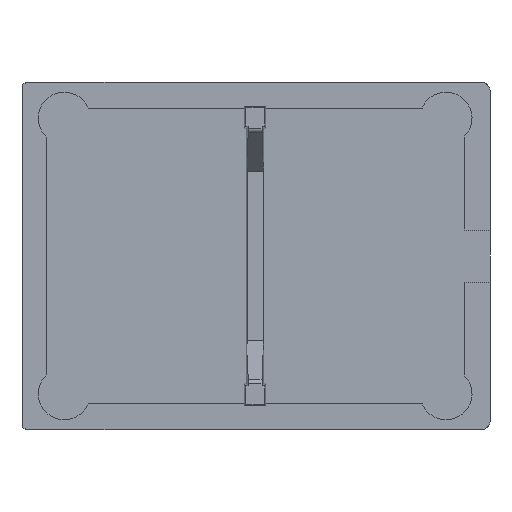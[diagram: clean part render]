
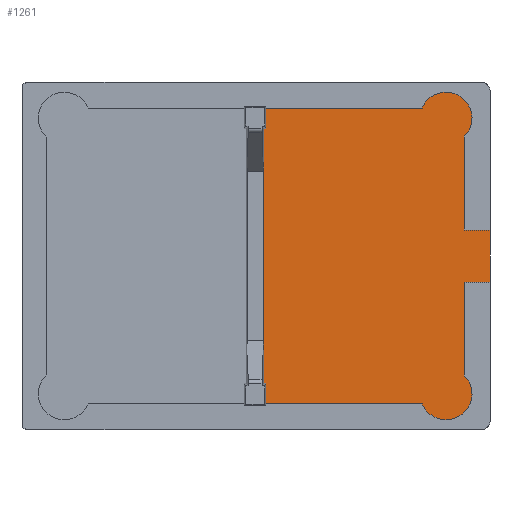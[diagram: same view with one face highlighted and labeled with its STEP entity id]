
A CAD part, front view. The second image highlights one B-rep face of the part: STEP entity #1261.
In plain terms, the highlighted planar face has unit normal (0, -1, 0).
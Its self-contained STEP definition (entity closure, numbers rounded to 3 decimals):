
#2 = DIRECTION ( 'NONE',  ( 0., 0., -1. ) ) ;
#3 = LINE ( 'NONE', #768, #173 ) ;
#11 = CARTESIAN_POINT ( 'NONE',  ( 1.25, -2.7, 15.9 ) ) ;
#42 = EDGE_CURVE ( 'NONE', #1109, #450, #1602, .T. ) ;
#43 = VERTEX_POINT ( 'NONE', #683 ) ;
#47 = ORIENTED_EDGE ( 'NONE', *, *, #670, .T. ) ;
#61 = CARTESIAN_POINT ( 'NONE',  ( 27.1, -2.7, -3. ) ) ;
#67 = EDGE_CURVE ( 'NONE', #1544, #100, #1318, .T. ) ;
#100 = VERTEX_POINT ( 'NONE', #1494 ) ;
#107 = DIRECTION ( 'NONE',  ( 0., 0., -1. ) ) ;
#112 = CIRCLE ( 'NONE', #1506, 3. ) ;
#121 = DIRECTION ( 'NONE',  ( 0., -1., 0. ) ) ;
#152 = DIRECTION ( 'NONE',  ( 0., 0., -1. ) ) ;
#173 = VECTOR ( 'NONE', #1720, 1000. ) ;
#193 = LINE ( 'NONE', #1652, #1199 ) ;
#253 = CARTESIAN_POINT ( 'NONE',  ( 22.03, -2.7, 15.9 ) ) ;
#300 = LINE ( 'NONE', #1367, #1498 ) ;
#303 = VECTOR ( 'NONE', #791, 1000. ) ;
#323 = ORIENTED_EDGE ( 'NONE', *, *, #1038, .T. ) ;
#336 = CARTESIAN_POINT ( 'NONE',  ( 24.1, -2.7, 15.9 ) ) ;
#339 = ORIENTED_EDGE ( 'NONE', *, *, #1657, .T. ) ;
#348 = VECTOR ( 'NONE', #1600, 1000. ) ;
#374 = LINE ( 'NONE', #487, #626 ) ;
#380 = VERTEX_POINT ( 'NONE', #730 ) ;
#385 = ORIENTED_EDGE ( 'NONE', *, *, #1353, .T. ) ;
#393 = VECTOR ( 'NONE', #839, 1000. ) ;
#402 = ORIENTED_EDGE ( 'NONE', *, *, #42, .T. ) ;
#444 = ORIENTED_EDGE ( 'NONE', *, *, #67, .T. ) ;
#450 = VERTEX_POINT ( 'NONE', #61 ) ;
#459 = DIRECTION ( 'NONE',  ( 0., 0., -1. ) ) ;
#483 = VECTOR ( 'NONE', #1558, 1000. ) ;
#487 = CARTESIAN_POINT ( 'NONE',  ( 22.03, -2.7, -17.05 ) ) ;
#512 = ORIENTED_EDGE ( 'NONE', *, *, #726, .T. ) ;
#520 = CARTESIAN_POINT ( 'NONE',  ( 24.1, -2.7, -3. ) ) ;
#541 = VECTOR ( 'NONE', #107, 1000. ) ;
#554 = VERTEX_POINT ( 'NONE', #775 ) ;
#569 = VERTEX_POINT ( 'NONE', #895 ) ;
#607 = DIRECTION ( 'NONE',  ( 0., 0., 1. ) ) ;
#613 = ORIENTED_EDGE ( 'NONE', *, *, #1046, .F. ) ;
#626 = VECTOR ( 'NONE', #1435, 1000. ) ;
#632 = VERTEX_POINT ( 'NONE', #1456 ) ;
#643 = CARTESIAN_POINT ( 'NONE',  ( 1.25, -2.7, 14.71 ) ) ;
#652 = EDGE_LOOP ( 'NONE', ( #1740, #678, #47, #693, #512, #444, #1490, #402, #385, #339, #323, #677, #1266, #1648, #613 ) ) ;
#664 = CARTESIAN_POINT ( 'NONE',  ( 22.03, -2.7, 15.9 ) ) ;
#670 = EDGE_CURVE ( 'NONE', #888, #554, #1252, .T. ) ;
#671 = CARTESIAN_POINT ( 'NONE',  ( 24.1, -2.7, 15.9 ) ) ;
#677 = ORIENTED_EDGE ( 'NONE', *, *, #1611, .T. ) ;
#678 = ORIENTED_EDGE ( 'NONE', *, *, #1097, .F. ) ;
#683 = CARTESIAN_POINT ( 'NONE',  ( 1., -2.7, -14.71 ) ) ;
#690 = CARTESIAN_POINT ( 'NONE',  ( 22.03, -2.7, -15.9 ) ) ;
#693 = ORIENTED_EDGE ( 'NONE', *, *, #995, .T. ) ;
#726 = EDGE_CURVE ( 'NONE', #1044, #1544, #1001, .T. ) ;
#730 = CARTESIAN_POINT ( 'NONE',  ( 24.1, -2.7, 13.729 ) ) ;
#768 = CARTESIAN_POINT ( 'NONE',  ( 0., -2.7, -14.71 ) ) ;
#775 = CARTESIAN_POINT ( 'NONE',  ( 1.25, -2.7, -17.05 ) ) ;
#791 = DIRECTION ( 'NONE',  ( -1., 0., 0. ) ) ;
#816 = DIRECTION ( 'NONE',  ( 0., 0., -1. ) ) ;
#820 = DIRECTION ( 'NONE',  ( 0., -1., 0. ) ) ;
#839 = DIRECTION ( 'NONE',  ( 0., 0., 1. ) ) ;
#841 = EDGE_CURVE ( 'NONE', #632, #1105, #1226, .T. ) ;
#850 = LINE ( 'NONE', #336, #1663 ) ;
#872 = LINE ( 'NONE', #1503, #393 ) ;
#877 = VECTOR ( 'NONE', #816, 1000. ) ;
#888 = VERTEX_POINT ( 'NONE', #1387 ) ;
#895 = CARTESIAN_POINT ( 'NONE',  ( 27.1, -2.7, 3. ) ) ;
#911 = CARTESIAN_POINT ( 'NONE',  ( 1.25, -2.7, 15.9 ) ) ;
#927 = PLANE ( 'NONE',  #1115 ) ;
#955 = VECTOR ( 'NONE', #975, 1000. ) ;
#975 = DIRECTION ( 'NONE',  ( 1., 0., 0. ) ) ;
#995 = EDGE_CURVE ( 'NONE', #554, #1044, #374, .T. ) ;
#997 = AXIS2_PLACEMENT_3D ( 'NONE', #1378, #820, #152 ) ;
#1001 = CIRCLE ( 'NONE', #1162, 3. ) ;
#1010 = VERTEX_POINT ( 'NONE', #1131 ) ;
#1027 = DIRECTION ( 'NONE',  ( 0., 0., -1. ) ) ;
#1038 = EDGE_CURVE ( 'NONE', #1607, #380, #850, .T. ) ;
#1044 = VERTEX_POINT ( 'NONE', #1273 ) ;
#1046 = EDGE_CURVE ( 'NONE', #1010, #1105, #1356, .T. ) ;
#1097 = EDGE_CURVE ( 'NONE', #888, #43, #3, .T. ) ;
#1105 = VERTEX_POINT ( 'NONE', #643 ) ;
#1109 = VERTEX_POINT ( 'NONE', #520 ) ;
#1115 = AXIS2_PLACEMENT_3D ( 'NONE', #253, #1197, #2 ) ;
#1131 = CARTESIAN_POINT ( 'NONE',  ( 1., -2.7, 14.71 ) ) ;
#1162 = AXIS2_PLACEMENT_3D ( 'NONE', #690, #1508, #1631 ) ;
#1196 = CARTESIAN_POINT ( 'NONE',  ( 24.1, -2.7, 3. ) ) ;
#1197 = DIRECTION ( 'NONE',  ( 0., -1., 0. ) ) ;
#1199 = VECTOR ( 'NONE', #459, 1000. ) ;
#1226 = LINE ( 'NONE', #11, #877 ) ;
#1252 = LINE ( 'NONE', #911, #541 ) ;
#1261 = ADVANCED_FACE ( 'NONE', ( #1618 ), #927, .T. ) ;
#1266 = ORIENTED_EDGE ( 'NONE', *, *, #1718, .T. ) ;
#1273 = CARTESIAN_POINT ( 'NONE',  ( 19.259, -2.7, -17.05 ) ) ;
#1274 = CARTESIAN_POINT ( 'NONE',  ( 22.03, -2.7, -18.9 ) ) ;
#1318 = CIRCLE ( 'NONE', #997, 3. ) ;
#1339 = CARTESIAN_POINT ( 'NONE',  ( 22.03, -2.7, 3. ) ) ;
#1352 = DIRECTION ( 'NONE',  ( -1., 0., 0. ) ) ;
#1353 = EDGE_CURVE ( 'NONE', #450, #569, #872, .T. ) ;
#1356 = LINE ( 'NONE', #1562, #483 ) ;
#1367 = CARTESIAN_POINT ( 'NONE',  ( 22.03, -2.7, 17.05 ) ) ;
#1373 = CARTESIAN_POINT ( 'NONE',  ( 22.03, -2.7, -3. ) ) ;
#1375 = LINE ( 'NONE', #671, #348 ) ;
#1378 = CARTESIAN_POINT ( 'NONE',  ( 22.03, -2.7, -15.9 ) ) ;
#1387 = CARTESIAN_POINT ( 'NONE',  ( 1.25, -2.7, -14.71 ) ) ;
#1406 = EDGE_CURVE ( 'NONE', #1010, #43, #193, .T. ) ;
#1435 = DIRECTION ( 'NONE',  ( 1., 0., 0. ) ) ;
#1456 = CARTESIAN_POINT ( 'NONE',  ( 1.25, -2.7, 17.05 ) ) ;
#1465 = CARTESIAN_POINT ( 'NONE',  ( 19.259, -2.7, 17.05 ) ) ;
#1490 = ORIENTED_EDGE ( 'NONE', *, *, #1659, .T. ) ;
#1494 = CARTESIAN_POINT ( 'NONE',  ( 24.1, -2.7, -13.729 ) ) ;
#1498 = VECTOR ( 'NONE', #1352, 1000. ) ;
#1503 = CARTESIAN_POINT ( 'NONE',  ( 27.1, -2.7, 20.05 ) ) ;
#1506 = AXIS2_PLACEMENT_3D ( 'NONE', #664, #121, #1027 ) ;
#1508 = DIRECTION ( 'NONE',  ( 0., -1., 0. ) ) ;
#1544 = VERTEX_POINT ( 'NONE', #1274 ) ;
#1558 = DIRECTION ( 'NONE',  ( 1., 0., 0. ) ) ;
#1562 = CARTESIAN_POINT ( 'NONE',  ( 0., -2.7, 14.71 ) ) ;
#1597 = LINE ( 'NONE', #1339, #303 ) ;
#1600 = DIRECTION ( 'NONE',  ( 0., 0., 1. ) ) ;
#1602 = LINE ( 'NONE', #1373, #955 ) ;
#1607 = VERTEX_POINT ( 'NONE', #1196 ) ;
#1611 = EDGE_CURVE ( 'NONE', #380, #1627, #112, .T. ) ;
#1618 = FACE_OUTER_BOUND ( 'NONE', #652, .T. ) ;
#1627 = VERTEX_POINT ( 'NONE', #1465 ) ;
#1631 = DIRECTION ( 'NONE',  ( 0., 0., -1. ) ) ;
#1648 = ORIENTED_EDGE ( 'NONE', *, *, #841, .T. ) ;
#1652 = CARTESIAN_POINT ( 'NONE',  ( 1., -2.7, 15.9 ) ) ;
#1657 = EDGE_CURVE ( 'NONE', #569, #1607, #1597, .T. ) ;
#1659 = EDGE_CURVE ( 'NONE', #100, #1109, #1375, .T. ) ;
#1663 = VECTOR ( 'NONE', #607, 1000. ) ;
#1718 = EDGE_CURVE ( 'NONE', #1627, #632, #300, .T. ) ;
#1720 = DIRECTION ( 'NONE',  ( -1., 0., 0. ) ) ;
#1740 = ORIENTED_EDGE ( 'NONE', *, *, #1406, .T. ) ;
